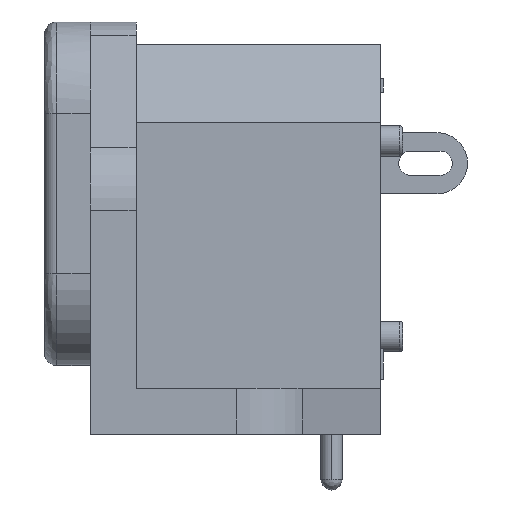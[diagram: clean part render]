
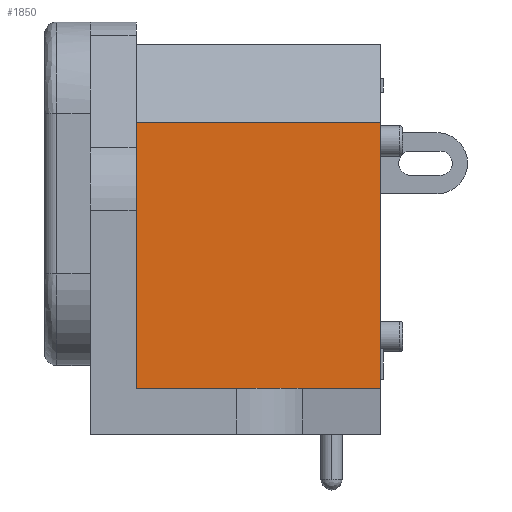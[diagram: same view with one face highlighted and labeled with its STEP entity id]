
A CAD part, left-side view. The second image highlights one B-rep face of the part: STEP entity #1850.
In plain terms, the highlighted planar face has unit normal (-1, 0, 0).
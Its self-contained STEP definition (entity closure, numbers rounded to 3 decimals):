
#17 = VECTOR ( 'NONE', #6967, 1000. ) ;
#239 = VECTOR ( 'NONE', #5576, 1000. ) ;
#338 = AXIS2_PLACEMENT_3D ( 'NONE', #3752, #8335, #6400 ) ;
#896 = ORIENTED_EDGE ( 'NONE', *, *, #11809, .T. ) ;
#1850 = ADVANCED_FACE ( 'NONE', ( #5526 ), #3568, .F. ) ;
#2964 = EDGE_CURVE ( 'NONE', #12407, #3985, #7962, .T. ) ;
#2992 = EDGE_LOOP ( 'NONE', ( #896, #4889, #6401, #3716 ) ) ;
#3145 = CARTESIAN_POINT ( 'NONE',  ( -13.65, -19., -12.75 ) ) ;
#3296 = CARTESIAN_POINT ( 'NONE',  ( -13.65, -3., -12.75 ) ) ;
#3568 = PLANE ( 'NONE',  #338 ) ;
#3716 = ORIENTED_EDGE ( 'NONE', *, *, #10336, .T. ) ;
#3752 = CARTESIAN_POINT ( 'NONE',  ( -13.65, -19., 4.666 ) ) ;
#3985 = VERTEX_POINT ( 'NONE', #6843 ) ;
#4084 = CARTESIAN_POINT ( 'NONE',  ( -13.65, -19., 17.008 ) ) ;
#4421 = CARTESIAN_POINT ( 'NONE',  ( -13.65, -3., 4.666 ) ) ;
#4697 = VERTEX_POINT ( 'NONE', #4421 ) ;
#4889 = ORIENTED_EDGE ( 'NONE', *, *, #2964, .T. ) ;
#5526 = FACE_OUTER_BOUND ( 'NONE', #2992, .T. ) ;
#5576 = DIRECTION ( 'NONE',  ( 0., 0., -1. ) ) ;
#6119 = LINE ( 'NONE', #9929, #7714 ) ;
#6152 = LINE ( 'NONE', #6707, #239 ) ;
#6400 = DIRECTION ( 'NONE',  ( 0., 0., -1. ) ) ;
#6401 = ORIENTED_EDGE ( 'NONE', *, *, #7671, .F. ) ;
#6707 = CARTESIAN_POINT ( 'NONE',  ( -13.65, -3., -1.067 ) ) ;
#6738 = CARTESIAN_POINT ( 'NONE',  ( -13.65, -19., -12.75 ) ) ;
#6843 = CARTESIAN_POINT ( 'NONE',  ( -13.65, -19., 4.666 ) ) ;
#6967 = DIRECTION ( 'NONE',  ( 0., -1., 0. ) ) ;
#7671 = EDGE_CURVE ( 'NONE', #4697, #3985, #6119, .T. ) ;
#7714 = VECTOR ( 'NONE', #8032, 1000. ) ;
#7962 = LINE ( 'NONE', #4084, #11649 ) ;
#8032 = DIRECTION ( 'NONE',  ( 0., -1., 0. ) ) ;
#8335 = DIRECTION ( 'NONE',  ( 1., 0., 0. ) ) ;
#8913 = DIRECTION ( 'NONE',  ( 0., 0., 1. ) ) ;
#9929 = CARTESIAN_POINT ( 'NONE',  ( -13.65, -19., 4.666 ) ) ;
#10336 = EDGE_CURVE ( 'NONE', #4697, #10980, #6152, .T. ) ;
#10737 = LINE ( 'NONE', #3145, #17 ) ;
#10980 = VERTEX_POINT ( 'NONE', #3296 ) ;
#11649 = VECTOR ( 'NONE', #8913, 1000. ) ;
#11809 = EDGE_CURVE ( 'NONE', #10980, #12407, #10737, .T. ) ;
#12407 = VERTEX_POINT ( 'NONE', #6738 ) ;
